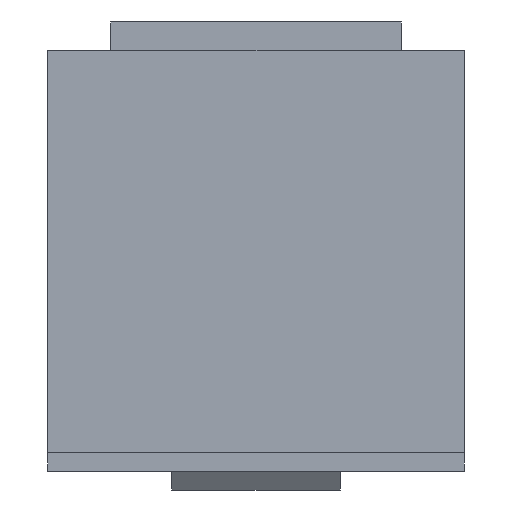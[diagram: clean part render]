
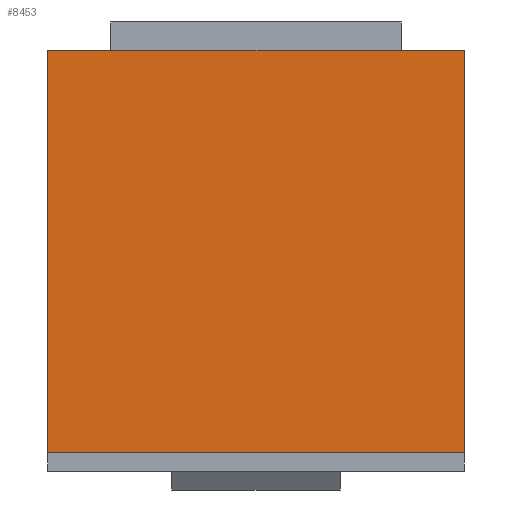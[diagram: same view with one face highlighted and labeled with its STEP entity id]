
A CAD part, left-side view. The second image highlights one B-rep face of the part: STEP entity #8453.
In plain terms, the highlighted planar face has unit normal (-1, 0, 0).
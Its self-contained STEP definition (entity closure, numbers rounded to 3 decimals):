
#597 = DIRECTION ( 'NONE',  ( 0., 0., -1. ) ) ;
#681 = VERTEX_POINT ( 'NONE', #9034 ) ;
#868 = LINE ( 'NONE', #2299, #5046 ) ;
#949 = DIRECTION ( 'NONE',  ( 0., 0., -1. ) ) ;
#1258 = LINE ( 'NONE', #8408, #3075 ) ;
#1269 = CARTESIAN_POINT ( 'NONE',  ( -221., 22.225, 45. ) ) ;
#1999 = DIRECTION ( 'NONE',  ( 1., 0., 0. ) ) ;
#2031 = PLANE ( 'NONE',  #4281 ) ;
#2299 = CARTESIAN_POINT ( 'NONE',  ( -221., 22.225, 2. ) ) ;
#2510 = ORIENTED_EDGE ( 'NONE', *, *, #5868, .T. ) ;
#2532 = VERTEX_POINT ( 'NONE', #4833 ) ;
#2546 = CARTESIAN_POINT ( 'NONE',  ( -221., 22.225, 45. ) ) ;
#2817 = DIRECTION ( 'NONE',  ( 0., 0., -1. ) ) ;
#3075 = VECTOR ( 'NONE', #597, 1000. ) ;
#4281 = AXIS2_PLACEMENT_3D ( 'NONE', #1269, #1999, #2817 ) ;
#4378 = VECTOR ( 'NONE', #949, 1000. ) ;
#4423 = EDGE_CURVE ( 'NONE', #5337, #9994, #5965, .T. ) ;
#4833 = CARTESIAN_POINT ( 'NONE',  ( -221., -22.225, 2. ) ) ;
#5044 = CARTESIAN_POINT ( 'NONE',  ( -221., 22.225, 2. ) ) ;
#5046 = VECTOR ( 'NONE', #7824, 1000. ) ;
#5166 = LINE ( 'NONE', #2546, #7010 ) ;
#5337 = VERTEX_POINT ( 'NONE', #7927 ) ;
#5661 = CARTESIAN_POINT ( 'NONE',  ( -221., 22.225, 45. ) ) ;
#5868 = EDGE_CURVE ( 'NONE', #9994, #2532, #868, .T. ) ;
#5965 = LINE ( 'NONE', #5661, #4378 ) ;
#6041 = ORIENTED_EDGE ( 'NONE', *, *, #9364, .F. ) ;
#6074 = EDGE_CURVE ( 'NONE', #5337, #681, #5166, .T. ) ;
#6765 = ORIENTED_EDGE ( 'NONE', *, *, #6074, .F. ) ;
#7010 = VECTOR ( 'NONE', #7258, 1000. ) ;
#7258 = DIRECTION ( 'NONE',  ( 0., -1., 0. ) ) ;
#7618 = ORIENTED_EDGE ( 'NONE', *, *, #4423, .T. ) ;
#7823 = FACE_OUTER_BOUND ( 'NONE', #9252, .T. ) ;
#7824 = DIRECTION ( 'NONE',  ( 0., -1., 0. ) ) ;
#7927 = CARTESIAN_POINT ( 'NONE',  ( -221., 22.225, 45. ) ) ;
#8408 = CARTESIAN_POINT ( 'NONE',  ( -221., -22.225, 45. ) ) ;
#8453 = ADVANCED_FACE ( 'NONE', ( #7823 ), #2031, .F. ) ;
#9034 = CARTESIAN_POINT ( 'NONE',  ( -221., -22.225, 45. ) ) ;
#9252 = EDGE_LOOP ( 'NONE', ( #2510, #6041, #6765, #7618 ) ) ;
#9364 = EDGE_CURVE ( 'NONE', #681, #2532, #1258, .T. ) ;
#9994 = VERTEX_POINT ( 'NONE', #5044 ) ;
